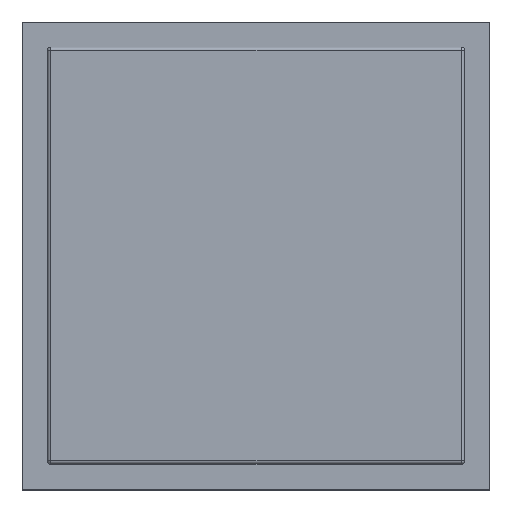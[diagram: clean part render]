
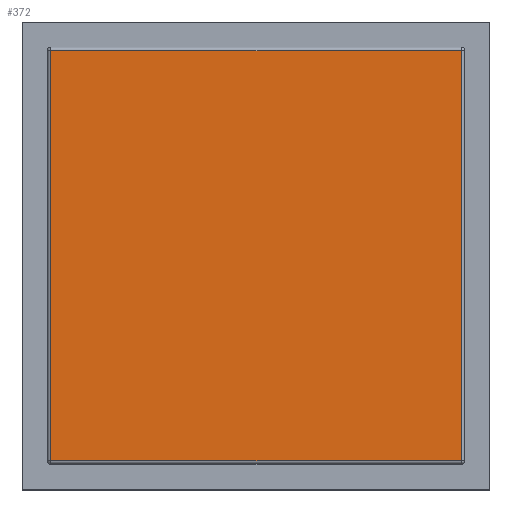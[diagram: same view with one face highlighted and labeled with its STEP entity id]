
A CAD part, top view. The second image highlights one B-rep face of the part: STEP entity #372.
In plain terms, the highlighted planar face has unit normal (0, 0, 1).
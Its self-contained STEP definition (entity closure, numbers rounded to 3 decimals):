
#40=FACE_OUTER_BOUND('',#64,.T.);
#64=EDGE_LOOP('',(#283,#284,#285,#286));
#96=LINE('',#578,#128);
#98=LINE('',#586,#130);
#100=LINE('',#594,#132);
#101=LINE('',#598,#133);
#128=VECTOR('',#461,10.);
#130=VECTOR('',#469,10.);
#132=VECTOR('',#477,10.);
#133=VECTOR('',#482,10.);
#163=VERTEX_POINT('',#571);
#166=VERTEX_POINT('',#576);
#169=VERTEX_POINT('',#584);
#172=VERTEX_POINT('',#592);
#194=EDGE_CURVE('',#166,#163,#96,.T.);
#198=EDGE_CURVE('',#169,#166,#98,.T.);
#202=EDGE_CURVE('',#172,#169,#100,.T.);
#204=EDGE_CURVE('',#163,#172,#101,.T.);
#283=ORIENTED_EDGE('',*,*,#194,.F.);
#284=ORIENTED_EDGE('',*,*,#198,.F.);
#285=ORIENTED_EDGE('',*,*,#202,.F.);
#286=ORIENTED_EDGE('',*,*,#204,.F.);
#330=PLANE('',#427);
#372=ADVANCED_FACE('',(#40),#330,.F.);
#427=AXIS2_PLACEMENT_3D('',#619,#515,#516);
#461=DIRECTION('',(-1.,0.,0.));
#469=DIRECTION('',(0.,-1.,0.));
#477=DIRECTION('',(1.,0.,0.));
#482=DIRECTION('',(0.,1.,0.));
#515=DIRECTION('center_axis',(0.,0.,-1.));
#516=DIRECTION('ref_axis',(-1.,0.,0.));
#571=CARTESIAN_POINT('',(-221.,-114.,175.));
#576=CARTESIAN_POINT('',(7.,-114.,175.));
#578=CARTESIAN_POINT('',(-107.,-114.,175.));
#584=CARTESIAN_POINT('',(7.,114.,175.));
#586=CARTESIAN_POINT('',(7.,0.23,175.));
#592=CARTESIAN_POINT('',(-221.,114.,175.));
#594=CARTESIAN_POINT('',(-107.,114.,175.));
#598=CARTESIAN_POINT('',(-221.,0.23,175.));
#619=CARTESIAN_POINT('Origin',(-107.,0.46,175.));
